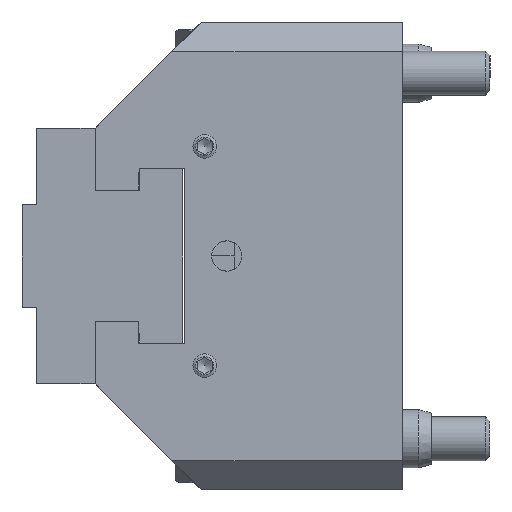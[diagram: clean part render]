
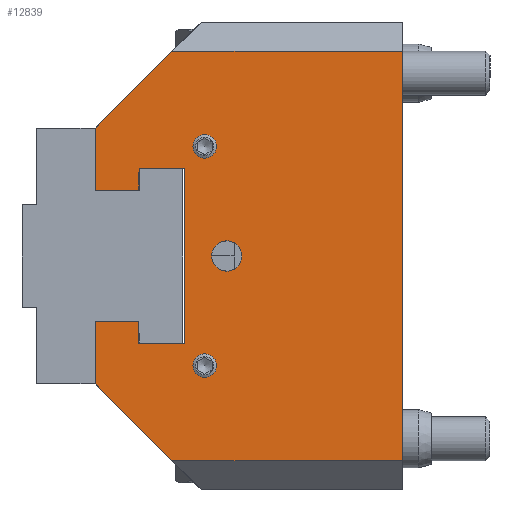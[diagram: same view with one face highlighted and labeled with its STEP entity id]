
A CAD part, front view. The second image highlights one B-rep face of the part: STEP entity #12839.
In plain terms, the highlighted face is planar.
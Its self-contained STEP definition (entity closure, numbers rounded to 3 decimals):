
#396=FACE_BOUND('',#2228,.T.);
#397=FACE_BOUND('',#2229,.T.);
#398=FACE_BOUND('',#2230,.T.);
#775=PLANE('',#14093);
#1437=FACE_OUTER_BOUND('',#2227,.T.);
#2227=EDGE_LOOP('',(#10764,#10765,#10766,#10767,#10768,#10769,#10770,#10771,
#10772,#10773,#10774,#10775,#10776,#10777));
#2228=EDGE_LOOP('',(#10778));
#2229=EDGE_LOOP('',(#10779));
#2230=EDGE_LOOP('',(#10780));
#2478=CIRCLE('',#13390,2.067);
#2686=CIRCLE('',#13901,1.621);
#2694=CIRCLE('',#13929,1.621);
#3097=LINE('',#18509,#4198);
#3121=LINE('',#18586,#4222);
#3133=LINE('',#18634,#4234);
#3342=LINE('',#19227,#4443);
#3346=LINE('',#19236,#4447);
#3350=LINE('',#19245,#4451);
#3355=LINE('',#19255,#4456);
#3358=LINE('',#19259,#4459);
#3372=LINE('',#19318,#4473);
#3376=LINE('',#19329,#4477);
#3397=LINE('',#19421,#4498);
#3399=LINE('',#19434,#4500);
#3400=LINE('',#19436,#4501);
#3739=LINE('',#21036,#4840);
#4198=VECTOR('',#15029,10.);
#4222=VECTOR('',#15097,10.);
#4234=VECTOR('',#15147,10.);
#4443=VECTOR('',#15724,10.);
#4447=VECTOR('',#15730,10.);
#4451=VECTOR('',#15736,10.);
#4456=VECTOR('',#15743,10.);
#4459=VECTOR('',#15748,10.);
#4473=VECTOR('',#15816,10.);
#4477=VECTOR('',#15826,10.);
#4498=VECTOR('',#15927,10.);
#4500=VECTOR('',#15941,10.);
#4501=VECTOR('',#15944,10.);
#4840=VECTOR('',#17085,10.);
#5278=VERTEX_POINT('',#18507);
#5279=VERTEX_POINT('',#18508);
#5290=VERTEX_POINT('',#18532);
#5309=VERTEX_POINT('',#18583);
#5310=VERTEX_POINT('',#18585);
#5327=VERTEX_POINT('',#18632);
#5512=VERTEX_POINT('',#19225);
#5513=VERTEX_POINT('',#19226);
#5516=VERTEX_POINT('',#19234);
#5517=VERTEX_POINT('',#19235);
#5520=VERTEX_POINT('',#19243);
#5521=VERTEX_POINT('',#19244);
#5525=VERTEX_POINT('',#19254);
#5577=VERTEX_POINT('',#19418);
#5578=VERTEX_POINT('',#19420);
#5766=VERTEX_POINT('',#20205);
#5800=VERTEX_POINT('',#20333);
#6543=EDGE_CURVE('',#5278,#5279,#3097,.T.);
#6555=EDGE_CURVE('',#5290,#5290,#2478,.T.);
#6581=EDGE_CURVE('',#5310,#5309,#3121,.T.);
#6605=EDGE_CURVE('',#5279,#5327,#3133,.T.);
#6894=EDGE_CURVE('',#5512,#5513,#3342,.T.);
#6898=EDGE_CURVE('',#5516,#5517,#3346,.T.);
#6902=EDGE_CURVE('',#5520,#5521,#3350,.T.);
#6907=EDGE_CURVE('',#5525,#5512,#3355,.T.);
#6910=EDGE_CURVE('',#5517,#5520,#3358,.T.);
#6938=EDGE_CURVE('',#5309,#5516,#3372,.T.);
#6944=EDGE_CURVE('',#5513,#5278,#3376,.T.);
#6988=EDGE_CURVE('',#5577,#5578,#3397,.T.);
#6995=EDGE_CURVE('',#5578,#5327,#3399,.T.);
#6996=EDGE_CURVE('',#5310,#5577,#3400,.T.);
#7298=EDGE_CURVE('',#5766,#5766,#2686,.T.);
#7348=EDGE_CURVE('',#5800,#5800,#2694,.T.);
#7617=EDGE_CURVE('',#5521,#5525,#3739,.T.);
#10764=ORIENTED_EDGE('',*,*,#6910,.T.);
#10765=ORIENTED_EDGE('',*,*,#6902,.T.);
#10766=ORIENTED_EDGE('',*,*,#7617,.T.);
#10767=ORIENTED_EDGE('',*,*,#6907,.T.);
#10768=ORIENTED_EDGE('',*,*,#6894,.T.);
#10769=ORIENTED_EDGE('',*,*,#6944,.T.);
#10770=ORIENTED_EDGE('',*,*,#6543,.T.);
#10771=ORIENTED_EDGE('',*,*,#6605,.T.);
#10772=ORIENTED_EDGE('',*,*,#6995,.F.);
#10773=ORIENTED_EDGE('',*,*,#6988,.F.);
#10774=ORIENTED_EDGE('',*,*,#6996,.F.);
#10775=ORIENTED_EDGE('',*,*,#6581,.T.);
#10776=ORIENTED_EDGE('',*,*,#6938,.T.);
#10777=ORIENTED_EDGE('',*,*,#6898,.T.);
#10778=ORIENTED_EDGE('',*,*,#7298,.T.);
#10779=ORIENTED_EDGE('',*,*,#7348,.T.);
#10780=ORIENTED_EDGE('',*,*,#6555,.T.);
#12839=ADVANCED_FACE('',(#1437,#396,#397,#398),#775,.T.);
#13390=AXIS2_PLACEMENT_3D('',#18533,#15045,#15046);
#13901=AXIS2_PLACEMENT_3D('',#20206,#16514,#16515);
#13929=AXIS2_PLACEMENT_3D('',#20334,#16600,#16601);
#14093=AXIS2_PLACEMENT_3D('',#21035,#17083,#17084);
#15029=DIRECTION('',(0.,-1.,0.));
#15045=DIRECTION('center_axis',(-1.,0.,0.));
#15046=DIRECTION('ref_axis',(0.,1.,0.));
#15097=DIRECTION('',(0.,-0.707,0.707));
#15147=DIRECTION('',(0.,-0.707,-0.707));
#15724=DIRECTION('',(0.,1.,0.));
#15730=DIRECTION('',(0.,0.,-1.));
#15736=DIRECTION('',(0.,0.,-1.));
#15743=DIRECTION('',(0.,0.,1.));
#15748=DIRECTION('',(0.,1.,0.));
#15816=DIRECTION('',(0.,-1.,0.));
#15826=DIRECTION('',(0.,0.,1.));
#15927=DIRECTION('',(0.,-1.,0.));
#15941=DIRECTION('',(0.,0.,1.));
#15944=DIRECTION('',(0.,0.,-1.));
#16514=DIRECTION('center_axis',(-1.,0.,0.));
#16515=DIRECTION('ref_axis',(0.,1.,0.));
#16600=DIRECTION('center_axis',(-1.,0.,0.));
#16601=DIRECTION('ref_axis',(0.,1.,0.));
#17083=DIRECTION('center_axis',(1.,0.,0.));
#17084=DIRECTION('ref_axis',(0.,0.,-1.));
#17085=DIRECTION('',(0.,-1.,0.));
#18507=CARTESIAN_POINT('',(36.983,-23.692,42.));
#18508=CARTESIAN_POINT('',(36.983,-32.192,42.));
#18509=CARTESIAN_POINT('',(36.983,-23.692,42.));
#18532=CARTESIAN_POINT('',(36.983,-16.759,24.));
#18533=CARTESIAN_POINT('Origin',(36.983,-14.692,24.));
#18583=CARTESIAN_POINT('',(36.983,2.808,42.));
#18585=CARTESIAN_POINT('',(36.983,13.308,31.5));
#18586=CARTESIAN_POINT('',(36.983,17.308,27.5));
#18632=CARTESIAN_POINT('',(36.983,-42.692,31.5));
#18634=CARTESIAN_POINT('',(36.983,-32.192,42.));
#19225=CARTESIAN_POINT('',(36.983,-26.692,36.));
#19226=CARTESIAN_POINT('',(36.983,-23.692,36.));
#19227=CARTESIAN_POINT('',(36.983,-26.692,36.));
#19234=CARTESIAN_POINT('',(36.983,-5.692,42.));
#19235=CARTESIAN_POINT('',(36.983,-5.692,36.));
#19236=CARTESIAN_POINT('',(36.983,-5.692,42.));
#19243=CARTESIAN_POINT('',(36.983,-2.692,36.));
#19244=CARTESIAN_POINT('',(36.983,-2.692,29.8));
#19245=CARTESIAN_POINT('',(36.983,-2.692,14.9));
#19254=CARTESIAN_POINT('',(36.983,-26.692,29.8));
#19255=CARTESIAN_POINT('',(36.983,-26.692,18.));
#19259=CARTESIAN_POINT('',(36.983,7.308,36.));
#19318=CARTESIAN_POINT('',(36.983,2.808,42.));
#19329=CARTESIAN_POINT('',(36.983,-23.692,36.));
#19418=CARTESIAN_POINT('',(36.983,13.308,0.));
#19420=CARTESIAN_POINT('',(36.983,-42.692,0.));
#19421=CARTESIAN_POINT('',(36.983,17.308,0.));
#19434=CARTESIAN_POINT('',(36.983,-42.692,0.));
#19436=CARTESIAN_POINT('',(36.983,13.308,13.786));
#20205=CARTESIAN_POINT('',(36.983,-1.313,27.));
#20206=CARTESIAN_POINT('Origin',(36.983,0.308,27.));
#20333=CARTESIAN_POINT('',(36.983,-31.313,27.));
#20334=CARTESIAN_POINT('Origin',(36.983,-29.692,27.));
#21035=CARTESIAN_POINT('Origin',(36.983,17.308,0.));
#21036=CARTESIAN_POINT('',(36.983,-4.692,29.8));
